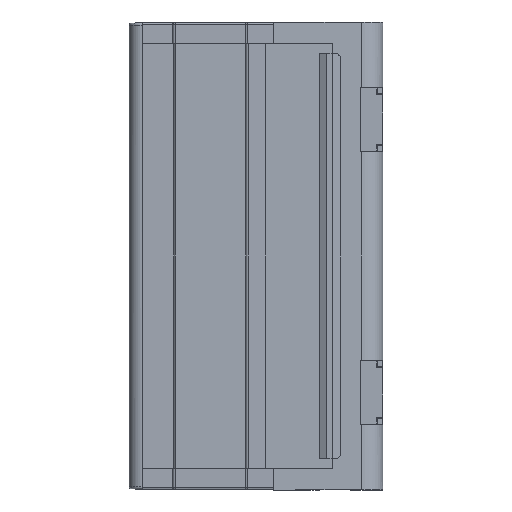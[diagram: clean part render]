
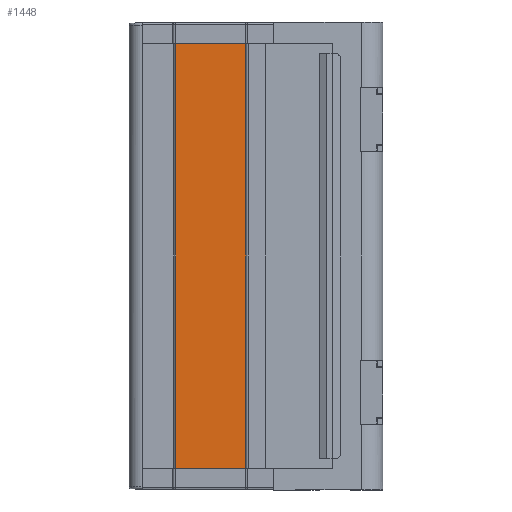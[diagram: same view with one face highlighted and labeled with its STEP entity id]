
A CAD part, left-side view. The second image highlights one B-rep face of the part: STEP entity #1448.
In plain terms, the highlighted planar face has unit normal (-1, 0, 0).
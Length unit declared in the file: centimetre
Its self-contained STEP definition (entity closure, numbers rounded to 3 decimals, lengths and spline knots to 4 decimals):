
#60 = VECTOR ( 'NONE', #3321, 100. ) ;
#1448 = ADVANCED_FACE ( 'NONE', ( #6476 ), #1908, .F. ) ;
#1808 = VECTOR ( 'NONE', #13653, 100. ) ;
#1908 = PLANE ( 'NONE',  #5651 ) ;
#2032 = VECTOR ( 'NONE', #21547, 100. ) ;
#2290 = LINE ( 'NONE', #11283, #6124 ) ;
#2339 = CARTESIAN_POINT ( 'NONE',  ( -3.0806, 3.5695, -10.2 ) ) ;
#3321 = DIRECTION ( 'NONE',  ( 0., 1., 0. ) ) ;
#4817 = ORIENTED_EDGE ( 'NONE', *, *, #23396, .F. ) ;
#5220 = VERTEX_POINT ( 'NONE', #17928 ) ;
#5402 = LINE ( 'NONE', #23663, #60 ) ;
#5651 = AXIS2_PLACEMENT_3D ( 'NONE', #9415, #15127, #18875 ) ;
#6124 = VECTOR ( 'NONE', #7395, 100. ) ;
#6476 = FACE_OUTER_BOUND ( 'NONE', #11669, .T. ) ;
#7395 = DIRECTION ( 'NONE',  ( 0., 0., 1. ) ) ;
#8242 = LINE ( 'NONE', #8274, #2032 ) ;
#8274 = CARTESIAN_POINT ( 'NONE',  ( -3.0806, 3.5695, -10.2 ) ) ;
#9415 = CARTESIAN_POINT ( 'NONE',  ( -3.0806, 3.5695, -15.4324 ) ) ;
#11283 = CARTESIAN_POINT ( 'NONE',  ( -3.0806, 1.9693, -15.4324 ) ) ;
#11669 = EDGE_LOOP ( 'NONE', ( #4817, #19307, #19947, #24509 ) ) ;
#11817 = CARTESIAN_POINT ( 'NONE',  ( -3.0806, 3.5695, -15.4324 ) ) ;
#11923 = EDGE_CURVE ( 'NONE', #20875, #19920, #5402, .T. ) ;
#13653 = DIRECTION ( 'NONE',  ( 0., 0., 1. ) ) ;
#14423 = EDGE_CURVE ( 'NONE', #5220, #23503, #8242, .T. ) ;
#15127 = DIRECTION ( 'NONE',  ( 1., 0., 0. ) ) ;
#15267 = EDGE_CURVE ( 'NONE', #5220, #20875, #2290, .T. ) ;
#16277 = CARTESIAN_POINT ( 'NONE',  ( -3.0806, 1.9693, -0.5 ) ) ;
#16299 = LINE ( 'NONE', #11817, #1808 ) ;
#17928 = CARTESIAN_POINT ( 'NONE',  ( -3.0806, 1.9693, -10.2 ) ) ;
#18370 = CARTESIAN_POINT ( 'NONE',  ( -3.0806, 3.5695, -0.5 ) ) ;
#18875 = DIRECTION ( 'NONE',  ( 0., 1., 0. ) ) ;
#19307 = ORIENTED_EDGE ( 'NONE', *, *, #14423, .F. ) ;
#19920 = VERTEX_POINT ( 'NONE', #18370 ) ;
#19947 = ORIENTED_EDGE ( 'NONE', *, *, #15267, .T. ) ;
#20875 = VERTEX_POINT ( 'NONE', #16277 ) ;
#21547 = DIRECTION ( 'NONE',  ( 0., 1., 0. ) ) ;
#23396 = EDGE_CURVE ( 'NONE', #23503, #19920, #16299, .T. ) ;
#23503 = VERTEX_POINT ( 'NONE', #2339 ) ;
#23663 = CARTESIAN_POINT ( 'NONE',  ( -3.0806, 3.5695, -0.5 ) ) ;
#24509 = ORIENTED_EDGE ( 'NONE', *, *, #11923, .T. ) ;
